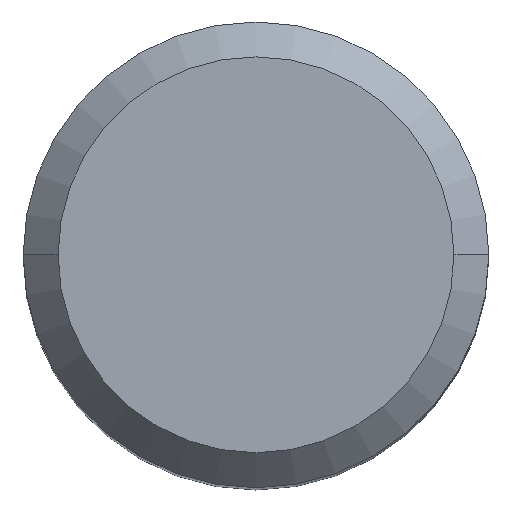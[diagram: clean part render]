
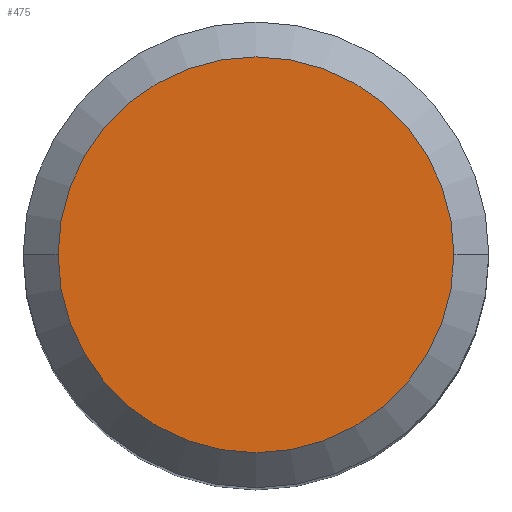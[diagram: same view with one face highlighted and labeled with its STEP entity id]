
A CAD part, top view. The second image highlights one B-rep face of the part: STEP entity #475.
In plain terms, the highlighted planar face has unit normal (0, 0, 1).
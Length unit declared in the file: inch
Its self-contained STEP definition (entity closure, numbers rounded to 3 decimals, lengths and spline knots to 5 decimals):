
#29 = CARTESIAN_POINT ( 'NONE',  ( 0., 0., 0. ) ) ;
#34 = AXIS2_PLACEMENT_3D ( 'NONE', #378, #41, #367 ) ;
#41 = DIRECTION ( 'NONE',  ( 0., 0., -1. ) ) ;
#45 = CIRCLE ( 'NONE', #177, 0.26771 ) ;
#72 = VERTEX_POINT ( 'NONE', #492 ) ;
#177 = AXIS2_PLACEMENT_3D ( 'NONE', #29, #186, #331 ) ;
#182 = CARTESIAN_POINT ( 'NONE',  ( 0., 0., 0. ) ) ;
#186 = DIRECTION ( 'NONE',  ( 0., 0., 1. ) ) ;
#187 = EDGE_LOOP ( 'NONE', ( #446, #336 ) ) ;
#232 = PLANE ( 'NONE',  #34 ) ;
#262 = FACE_OUTER_BOUND ( 'NONE', #187, .T. ) ;
#273 = EDGE_CURVE ( 'NONE', #356, #72, #444, .T. ) ;
#324 = AXIS2_PLACEMENT_3D ( 'NONE', #182, #440, #326 ) ;
#326 = DIRECTION ( 'NONE',  ( 1., 0., 0. ) ) ;
#331 = DIRECTION ( 'NONE',  ( 1., 0., 0. ) ) ;
#336 = ORIENTED_EDGE ( 'NONE', *, *, #481, .T. ) ;
#356 = VERTEX_POINT ( 'NONE', #459 ) ;
#367 = DIRECTION ( 'NONE',  ( -1., 0., 0. ) ) ;
#378 = CARTESIAN_POINT ( 'NONE',  ( 0., 0., 0. ) ) ;
#440 = DIRECTION ( 'NONE',  ( 0., 0., 1. ) ) ;
#444 = CIRCLE ( 'NONE', #324, 0.26771 ) ;
#446 = ORIENTED_EDGE ( 'NONE', *, *, #273, .T. ) ;
#459 = CARTESIAN_POINT ( 'NONE',  ( -0.26771, 0., 0. ) ) ;
#475 = ADVANCED_FACE ( 'NONE', ( #262 ), #232, .F. ) ;
#481 = EDGE_CURVE ( 'NONE', #72, #356, #45, .T. ) ;
#492 = CARTESIAN_POINT ( 'NONE',  ( 0.26771, 0., 0. ) ) ;
